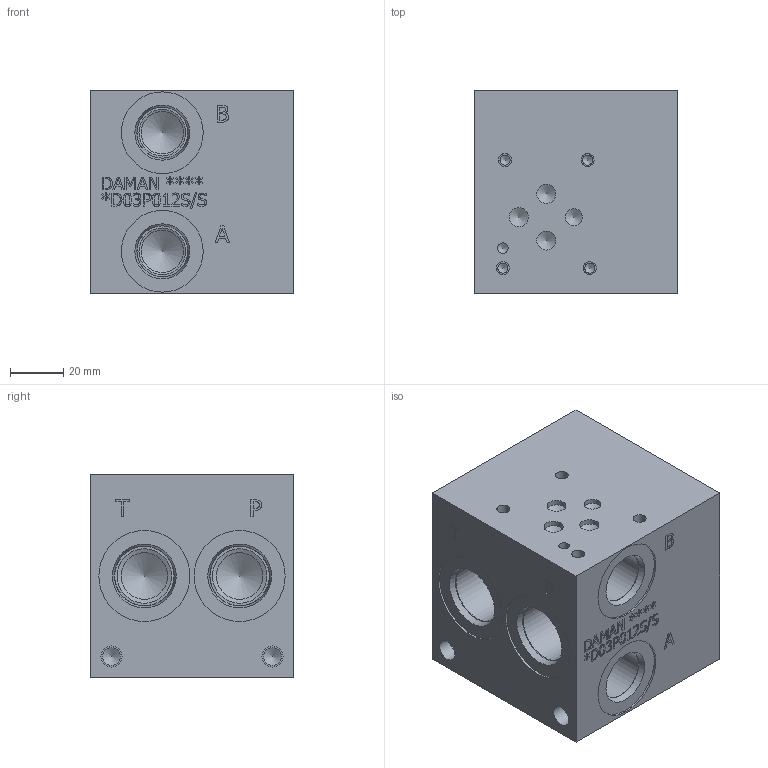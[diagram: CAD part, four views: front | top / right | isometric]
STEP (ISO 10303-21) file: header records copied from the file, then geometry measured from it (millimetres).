
FILE_DESCRIPTION(/* description */ (''),/* implementation_level */ '2;1');
FILE_NAME(/* name */ '_D03P012S_S.stp',/* time_stamp */ '2021-11-04T10:28:31-04:00',/* author */ ('trevorh'),/* organization */ (''),/* preprocessor_version */ 'ST-DEVELOPER v18',/* originating_system */ 'Autodesk Inventor 2020',/* authorisation */ '');
FILE_SCHEMA (('CONFIG_CONTROL_DESIGN'));
Length unit declared in the file: millimetre
Products named in the file (1): Part_AD03P012S~S_3D
Bounding box: 76.2 x 76.2 x 76.2 mm (x, y, z)
Volume: 371794.4 mm3; surface area: 49463.3 mm2
Topology: 1 solids, 1 shells, 549 faces, 1510 edges, 1021 vertices
Faces by surface type: plane 311, bspline 141, cylinder 57, cone 40
Full cylindrical faces by diameter (mm): 3.785 x4, 3.962 x1, 4.826 x4, 6.35 x1, 6.528 x4, 7.137 x3, 7.925 x4, 14.275 x1, 15.875 x2, 17.45 x1, 17.475 x3, 17.501 x2, 18.542 x1, 19.05 x2, 19.253 x2, 19.99 x1, 20.447 x4, 20.625 x1, 21.819 x1, 22.23 x4, 22.555 x4, 30.632 x2, 34.138 x4
Entity records: 18613 total; most frequent: CARTESIAN_POINT 4975, ORIENTED_EDGE 2980, DIRECTION 2235, EDGE_CURVE 1490, VERTEX_POINT 1021, LINE 981, VECTOR 981, EDGE_LOOP 629
